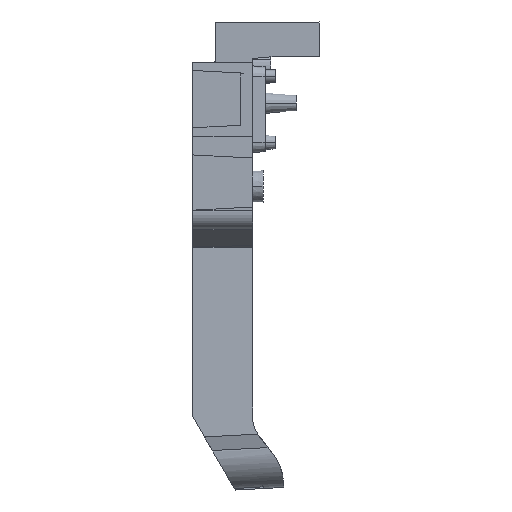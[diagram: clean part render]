
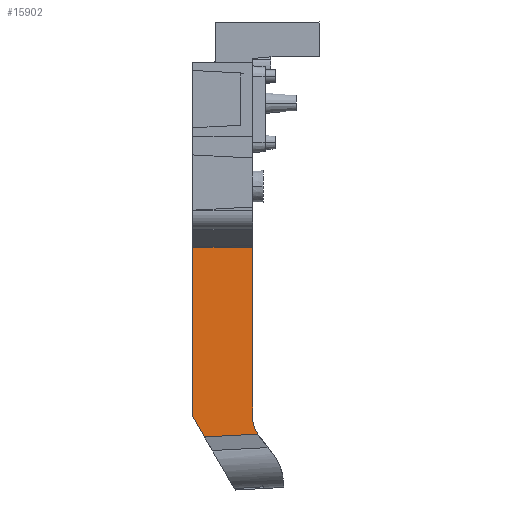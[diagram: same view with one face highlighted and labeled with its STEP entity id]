
A CAD part, front view. The second image highlights one B-rep face of the part: STEP entity #15902.
In plain terms, the highlighted planar face has unit normal (0.052, -0.999, 0).
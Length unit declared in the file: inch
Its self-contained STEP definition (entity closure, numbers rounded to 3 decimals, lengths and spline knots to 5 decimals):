
#14864=DIRECTION('',(0.498,0.026,-0.867));
#14865=VECTOR('',#14864,0.17903);
#14866=CARTESIAN_POINT('',(-0.45276,-0.52556,
-2.58937));
#14867=LINE('',#14866,#14865);
#14901=DIRECTION('',(0.,0.,-1.));
#14902=VECTOR('',#14901,1.29619);
#14903=CARTESIAN_POINT('',(0.,-0.50183,
-1.29814));
#14904=LINE('',#14903,#14902);
#14905=CARTESIAN_POINT('',(0.,-0.50183,-2.59433));
#14906=CARTESIAN_POINT('',(0.,-0.50183,-2.64119));
#14907=CARTESIAN_POINT('',(0.01281,-0.50116,
-2.68422));
#14908=CARTESIAN_POINT('',(0.0384,-0.49982,
-2.72344));
#14910=DIRECTION('',(-0.997,-0.052,-0.052));
#14911=VECTOR('',#14910,0.40304);
#14912=CARTESIAN_POINT('',(0.0384,-0.49982,
-2.72344));
#14913=LINE('',#14912,#14911);
#15033=DIRECTION('',(0.,0.,-1.));
#15034=VECTOR('',#15033,1.27899);
#15035=CARTESIAN_POINT('',(-0.45276,-0.52556,
-1.31038));
#15036=LINE('',#15035,#15034);
#15188=DIRECTION('',(-0.998,-0.052,-0.027));
#15189=VECTOR('',#15188,0.45354);
#15190=CARTESIAN_POINT('',(0.,-0.50183,
-1.29814));
#15191=LINE('',#15190,#15189);
#15196=CARTESIAN_POINT('',(0.,-0.50183,
-1.29814));
#15198=VERTEX_POINT('',#15196);
#15317=CARTESIAN_POINT('',(0.,-0.50183,-2.59433));
#15318=VERTEX_POINT('',#15317);
#15360=CARTESIAN_POINT('',(-0.45276,-0.52556,
-2.58937));
#15361=VERTEX_POINT('',#15360);
#15362=CARTESIAN_POINT('',(-0.36354,-0.52089,
-2.74451));
#15363=VERTEX_POINT('',#15362);
#15364=CARTESIAN_POINT('',(-0.45276,-0.52556,
-1.31038));
#15365=VERTEX_POINT('',#15364);
#15376=VERTEX_POINT('',#14908);
#15886=CARTESIAN_POINT('',(0.,-0.50183,
-1.2531));
#15887=DIRECTION('',(0.052,-0.999,0.));
#15888=DIRECTION('',(0.,0.,-1.));
#15889=AXIS2_PLACEMENT_3D('',#15886,#15887,#15888);
#15890=PLANE('',#15889);
#15891=ORIENTED_EDGE('',*,*,#15434,.T.);
#15893=ORIENTED_EDGE('',*,*,#15892,.T.);
#15894=ORIENTED_EDGE('',*,*,#15869,.T.);
#15895=ORIENTED_EDGE('',*,*,#15799,.F.);
#15897=ORIENTED_EDGE('',*,*,#15896,.F.);
#15899=ORIENTED_EDGE('',*,*,#15898,.F.);
#15900=EDGE_LOOP('',(#15891,#15893,#15894,#15895,#15897,#15899));
#15901=FACE_OUTER_BOUND('',#15900,.F.);
#14909=B_SPLINE_CURVE_WITH_KNOTS('',3,(#14905,#14906,#14907,#14908),
.UNSPECIFIED.,.F.,.F.,(4,4),(0.,1.),.UNSPECIFIED.);
#15434=EDGE_CURVE('',#15198,#15318,#14904,.T.);
#15799=EDGE_CURVE('',#15361,#15363,#14867,.T.);
#15869=EDGE_CURVE('',#15376,#15363,#14913,.T.);
#15892=EDGE_CURVE('',#15318,#15376,#14909,.T.);
#15896=EDGE_CURVE('',#15365,#15361,#15036,.T.);
#15898=EDGE_CURVE('',#15198,#15365,#15191,.T.);
#15902=ADVANCED_FACE('',(#15901),#15890,.T.);
